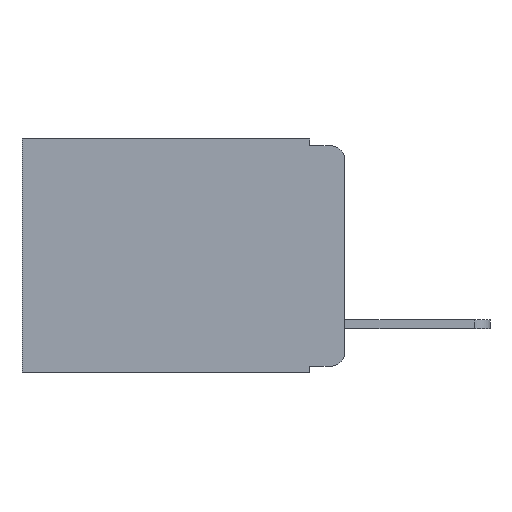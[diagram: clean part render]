
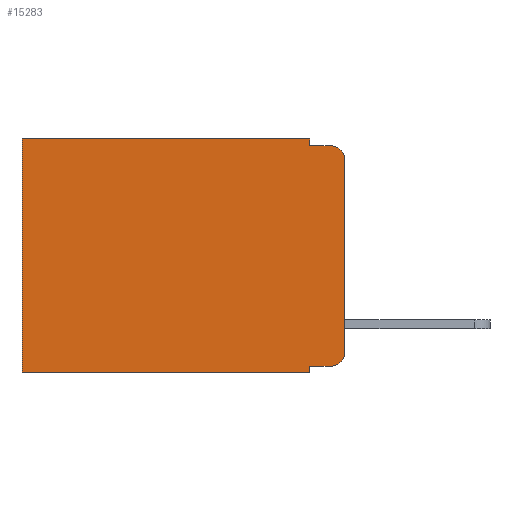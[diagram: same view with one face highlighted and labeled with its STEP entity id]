
A CAD part, left-side view. The second image highlights one B-rep face of the part: STEP entity #15283.
In plain terms, the highlighted planar face has unit normal (-1, 0, 0).
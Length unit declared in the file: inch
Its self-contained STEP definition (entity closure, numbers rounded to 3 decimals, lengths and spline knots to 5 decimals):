
#84 = DIRECTION ( 'NONE',  ( 0., 0., -1. ) ) ;
#139 = DIRECTION ( 'NONE',  ( 0., 0., -1. ) ) ;
#140 = ORIENTED_EDGE ( 'NONE', *, *, #8323, .T. ) ;
#196 = CARTESIAN_POINT ( 'NONE',  ( 0.298, 0.473, -0.343 ) ) ;
#573 = ORIENTED_EDGE ( 'NONE', *, *, #2674, .F. ) ;
#1343 = EDGE_LOOP ( 'NONE', ( #4692, #140, #10031, #10511, #16768, #2889, #6455, #573, #6811, #11240 ) ) ;
#1957 = EDGE_CURVE ( 'NONE', #4370, #18487, #16832, .T. ) ;
#2049 = LINE ( 'NONE', #16373, #6373 ) ;
#2342 = VERTEX_POINT ( 'NONE', #2737 ) ;
#2674 = EDGE_CURVE ( 'NONE', #5935, #11895, #12891, .T. ) ;
#2737 = CARTESIAN_POINT ( 'NONE',  ( 0.298, 0.473, 0. ) ) ;
#2833 = VERTEX_POINT ( 'NONE', #13081 ) ;
#2889 = ORIENTED_EDGE ( 'NONE', *, *, #7560, .T. ) ;
#3035 = CARTESIAN_POINT ( 'NONE',  ( 0.298, 0.02, -0.01 ) ) ;
#3740 = CIRCLE ( 'NONE', #16458, 0.02 ) ;
#3754 = PLANE ( 'NONE',  #15629 ) ;
#4012 = CARTESIAN_POINT ( 'NONE',  ( 0.298, 0.02, -0.333 ) ) ;
#4047 = CARTESIAN_POINT ( 'NONE',  ( 0.298, 0.051, 0. ) ) ;
#4292 = CIRCLE ( 'NONE', #15647, 0.02 ) ;
#4370 = VERTEX_POINT ( 'NONE', #10253 ) ;
#4585 = VERTEX_POINT ( 'NONE', #4012 ) ;
#4692 = ORIENTED_EDGE ( 'NONE', *, *, #15672, .F. ) ;
#5167 = DIRECTION ( 'NONE',  ( 0., 0., -1. ) ) ;
#5364 = DIRECTION ( 'NONE',  ( 0., 0., -1. ) ) ;
#5452 = CARTESIAN_POINT ( 'NONE',  ( 0.298, 0.051, -0.333 ) ) ;
#5654 = VERTEX_POINT ( 'NONE', #196 ) ;
#5734 = LINE ( 'NONE', #13904, #13387 ) ;
#5788 = DIRECTION ( 'NONE',  ( 0., -1., 0. ) ) ;
#5935 = VERTEX_POINT ( 'NONE', #5452 ) ;
#6311 = CARTESIAN_POINT ( 'NONE',  ( 0.298, 0., -0.03 ) ) ;
#6373 = VECTOR ( 'NONE', #7947, 39.37008 ) ;
#6455 = ORIENTED_EDGE ( 'NONE', *, *, #18464, .F. ) ;
#6563 = CARTESIAN_POINT ( 'NONE',  ( 0.298, 0.051, -0.343 ) ) ;
#6717 = LINE ( 'NONE', #15792, #10592 ) ;
#6811 = ORIENTED_EDGE ( 'NONE', *, *, #17707, .T. ) ;
#6836 = DIRECTION ( 'NONE',  ( 0., 1., 0. ) ) ;
#6889 = VECTOR ( 'NONE', #139, 39.37008 ) ;
#7275 = LINE ( 'NONE', #10683, #18043 ) ;
#7560 = EDGE_CURVE ( 'NONE', #2342, #5654, #2049, .T. ) ;
#7784 = DIRECTION ( 'NONE',  ( 0., -1., 0. ) ) ;
#7947 = DIRECTION ( 'NONE',  ( 0., 0., -1. ) ) ;
#7981 = DIRECTION ( 'NONE',  ( 0., 0., -1. ) ) ;
#8030 = CARTESIAN_POINT ( 'NONE',  ( 0.298, 0.02, -0.313 ) ) ;
#8172 = CARTESIAN_POINT ( 'NONE',  ( 0.298, 0.051, 0. ) ) ;
#8272 = CARTESIAN_POINT ( 'NONE',  ( 0.298, 0.051, -0.01 ) ) ;
#8323 = EDGE_CURVE ( 'NONE', #10796, #11633, #4292, .T. ) ;
#9055 = DIRECTION ( 'NONE',  ( -1., 0., 0. ) ) ;
#9101 = CARTESIAN_POINT ( 'NONE',  ( 0.298, 0., 0. ) ) ;
#9143 = VECTOR ( 'NONE', #7981, 39.37008 ) ;
#9408 = VECTOR ( 'NONE', #5364, 39.37008 ) ;
#9495 = DIRECTION ( 'NONE',  ( 0., 0., -1. ) ) ;
#9575 = CARTESIAN_POINT ( 'NONE',  ( 0.298, 0., 0. ) ) ;
#10031 = ORIENTED_EDGE ( 'NONE', *, *, #10600, .F. ) ;
#10253 = CARTESIAN_POINT ( 'NONE',  ( 0.298, 0.051, 0. ) ) ;
#10319 = LINE ( 'NONE', #9101, #6889 ) ;
#10511 = ORIENTED_EDGE ( 'NONE', *, *, #1957, .F. ) ;
#10592 = VECTOR ( 'NONE', #5788, 39.37008 ) ;
#10600 = EDGE_CURVE ( 'NONE', #18487, #11633, #6717, .T. ) ;
#10683 = CARTESIAN_POINT ( 'NONE',  ( 0.298, 0.051, -0.333 ) ) ;
#10796 = VERTEX_POINT ( 'NONE', #6311 ) ;
#11240 = ORIENTED_EDGE ( 'NONE', *, *, #18362, .T. ) ;
#11633 = VERTEX_POINT ( 'NONE', #3035 ) ;
#11895 = VERTEX_POINT ( 'NONE', #6563 ) ;
#12495 = VECTOR ( 'NONE', #6836, 39.37008 ) ;
#12555 = CARTESIAN_POINT ( 'NONE',  ( 0.298, 0., 0. ) ) ;
#12891 = LINE ( 'NONE', #4047, #9143 ) ;
#13081 = CARTESIAN_POINT ( 'NONE',  ( 0.298, 0., -0.313 ) ) ;
#13178 = FACE_OUTER_BOUND ( 'NONE', #1343, .T. ) ;
#13387 = VECTOR ( 'NONE', #15304, 39.37008 ) ;
#13801 = DIRECTION ( 'NONE',  ( 1., 0., 0. ) ) ;
#13904 = CARTESIAN_POINT ( 'NONE',  ( 0.298, 0., -0.343 ) ) ;
#15283 = ADVANCED_FACE ( 'NONE', ( #13178 ), #3754, .F. ) ;
#15304 = DIRECTION ( 'NONE',  ( 0., 1., 0. ) ) ;
#15629 = AXIS2_PLACEMENT_3D ( 'NONE', #9575, #13801, #5167 ) ;
#15647 = AXIS2_PLACEMENT_3D ( 'NONE', #17412, #9055, #84 ) ;
#15672 = EDGE_CURVE ( 'NONE', #10796, #2833, #10319, .T. ) ;
#15792 = CARTESIAN_POINT ( 'NONE',  ( 0.298, 0.051, -0.01 ) ) ;
#15960 = EDGE_CURVE ( 'NONE', #4370, #2342, #16186, .T. ) ;
#16186 = LINE ( 'NONE', #12555, #12495 ) ;
#16373 = CARTESIAN_POINT ( 'NONE',  ( 0.298, 0.473, 0. ) ) ;
#16458 = AXIS2_PLACEMENT_3D ( 'NONE', #8030, #17826, #9495 ) ;
#16768 = ORIENTED_EDGE ( 'NONE', *, *, #15960, .T. ) ;
#16832 = LINE ( 'NONE', #8172, #9408 ) ;
#17412 = CARTESIAN_POINT ( 'NONE',  ( 0.298, 0.02, -0.03 ) ) ;
#17707 = EDGE_CURVE ( 'NONE', #5935, #4585, #7275, .T. ) ;
#17826 = DIRECTION ( 'NONE',  ( -1., 0., 0. ) ) ;
#18043 = VECTOR ( 'NONE', #7784, 39.37008 ) ;
#18362 = EDGE_CURVE ( 'NONE', #4585, #2833, #3740, .T. ) ;
#18464 = EDGE_CURVE ( 'NONE', #11895, #5654, #5734, .T. ) ;
#18487 = VERTEX_POINT ( 'NONE', #8272 ) ;
